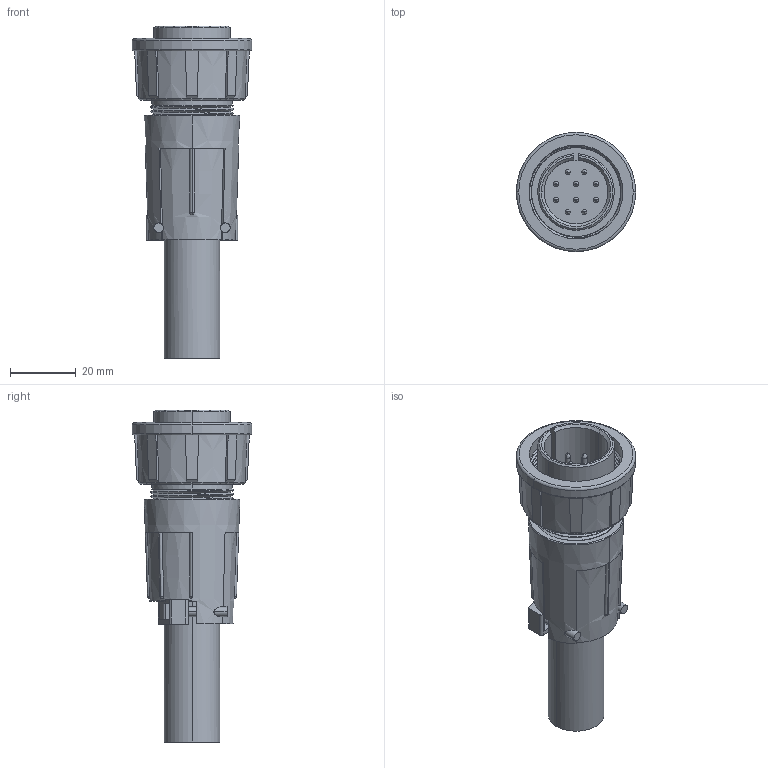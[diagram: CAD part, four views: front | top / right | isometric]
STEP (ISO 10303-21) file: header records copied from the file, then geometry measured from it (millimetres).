
FILE_DESCRIPTION (( 'STEP AP203' ), '1' );
FILE_NAME ('Part7^CXC3106A181P.STEP', '2016-04-21T20:04:54', ( '' ), ( '' ), 'SwSTEP 2.0', 'SolidWorks 2014', '' );
FILE_SCHEMA (( 'CONFIG_CONTROL_DESIGN' ));
Length unit declared in the file: inch
Products named in the file (1): Part7^CXC3106A181P
Bounding box: 36.45 x 36.45 x 101.35 mm (x, y, z)
Volume: 35542.4 mm3; surface area: 17604.9 mm2
Topology: 1 solids, 1 shells, 352 faces, 913 edges, 575 vertices
Faces by surface type: plane 155, cylinder 113, torus 51, cone 28, bspline 5
Entity records: 13673 total; most frequent: CARTESIAN_POINT 5279, ORIENTED_EDGE 1806, DIRECTION 1699, EDGE_CURVE 903, AXIS2_PLACEMENT_3D 660, VERTEX_POINT 575, LINE 379, VECTOR 379
